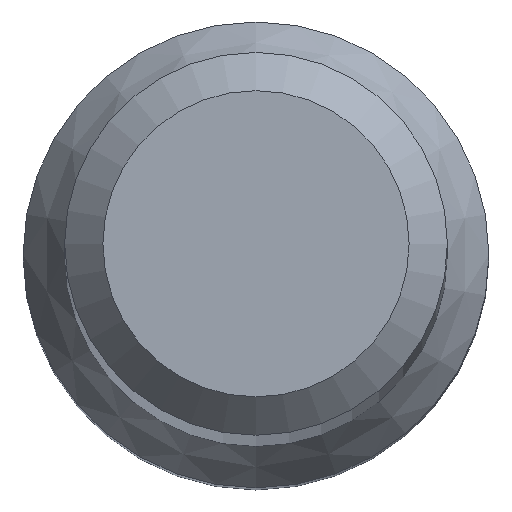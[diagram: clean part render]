
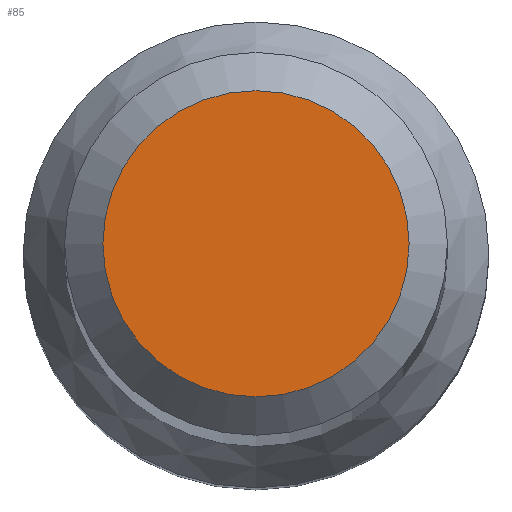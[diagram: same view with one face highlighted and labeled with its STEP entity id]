
A CAD part, top view. The second image highlights one B-rep face of the part: STEP entity #85.
In plain terms, the highlighted planar face has unit normal (0, 0, 1).
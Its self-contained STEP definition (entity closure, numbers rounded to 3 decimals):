
#18 = EDGE_LOOP ( 'NONE', ( #130 ) ) ;
#38 = DIRECTION ( 'NONE',  ( 0., 0., 1. ) ) ;
#47 = DIRECTION ( 'NONE',  ( 0., 1., 0. ) ) ;
#85 = ADVANCED_FACE ( 'NONE', ( #127 ), #145, .T. ) ;
#98 = DIRECTION ( 'NONE',  ( 0., 0., -1. ) ) ;
#115 = AXIS2_PLACEMENT_3D ( 'NONE', #218, #38, #201 ) ;
#117 = VERTEX_POINT ( 'NONE', #213 ) ;
#127 = FACE_OUTER_BOUND ( 'NONE', #18, .T. ) ;
#130 = ORIENTED_EDGE ( 'NONE', *, *, #237, .F. ) ;
#145 = PLANE ( 'NONE',  #115 ) ;
#157 = CIRCLE ( 'NONE', #167, 1.6 ) ;
#167 = AXIS2_PLACEMENT_3D ( 'NONE', #196, #98, #47 ) ;
#196 = CARTESIAN_POINT ( 'NONE',  ( 0., 0., 80. ) ) ;
#201 = DIRECTION ( 'NONE',  ( 0., -1., 0. ) ) ;
#213 = CARTESIAN_POINT ( 'NONE',  ( 0., 1.6, 80. ) ) ;
#218 = CARTESIAN_POINT ( 'NONE',  ( 0., 0., 80. ) ) ;
#237 = EDGE_CURVE ( 'NONE', #117, #117, #157, .T. ) ;
